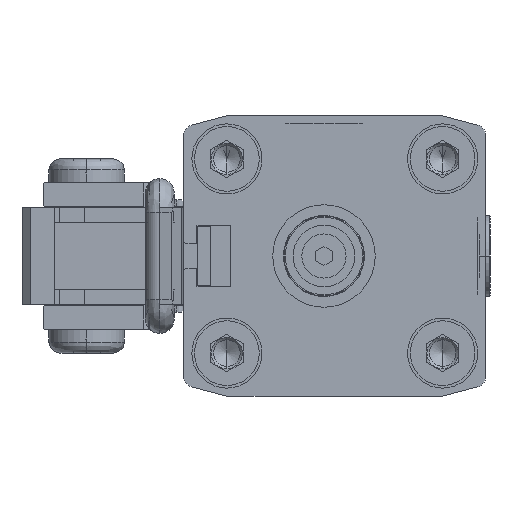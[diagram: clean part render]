
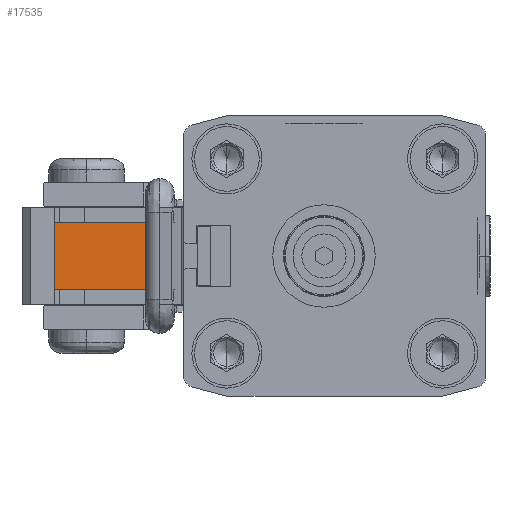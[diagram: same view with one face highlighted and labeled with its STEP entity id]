
A CAD part, left-side view. The second image highlights one B-rep face of the part: STEP entity #17535.
In plain terms, the highlighted planar face has unit normal (-1, 0.018, 0).
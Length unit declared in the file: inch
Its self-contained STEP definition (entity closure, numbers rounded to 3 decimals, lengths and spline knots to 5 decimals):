
#1067 = LINE ( 'NONE', #5275, #18700 ) ;
#3360 = DIRECTION ( 'NONE',  ( 0., 0., 1. ) ) ;
#3424 = EDGE_CURVE ( 'NONE', #19674, #6236, #16905, .T. ) ;
#4026 = VECTOR ( 'NONE', #15798, 39.37008 ) ;
#5275 = CARTESIAN_POINT ( 'NONE',  ( -2.93937, 1.87008, 0.35433 ) ) ;
#5802 = CARTESIAN_POINT ( 'NONE',  ( -2.93937, 1.87008, 0.35433 ) ) ;
#5825 = LINE ( 'NONE', #21562, #4026 ) ;
#5915 = EDGE_CURVE ( 'NONE', #17726, #6236, #15763, .T. ) ;
#6034 = DIRECTION ( 'NONE',  ( -0.017, -1., 0. ) ) ;
#6236 = VERTEX_POINT ( 'NONE', #17526 ) ;
#7710 = FACE_OUTER_BOUND ( 'NONE', #22924, .T. ) ;
#8658 = CARTESIAN_POINT ( 'NONE',  ( -2.95277, 1.10244, -0.24803 ) ) ;
#8782 = ORIENTED_EDGE ( 'NONE', *, *, #5915, .F. ) ;
#8940 = VERTEX_POINT ( 'NONE', #20296 ) ;
#8964 = CARTESIAN_POINT ( 'NONE',  ( -2.95277, 1.10244, 0.35433 ) ) ;
#9219 = DIRECTION ( 'NONE',  ( 0., 0., 1. ) ) ;
#10631 = CARTESIAN_POINT ( 'NONE',  ( -2.93937, 1.87008, 0.24803 ) ) ;
#11928 = AXIS2_PLACEMENT_3D ( 'NONE', #5802, #16025, #13606 ) ;
#12798 = ORIENTED_EDGE ( 'NONE', *, *, #3424, .T. ) ;
#13606 = DIRECTION ( 'NONE',  ( 0.017, 1., 0. ) ) ;
#15763 = LINE ( 'NONE', #23568, #16480 ) ;
#15798 = DIRECTION ( 'NONE',  ( -0.017, -1., 0. ) ) ;
#15898 = PLANE ( 'NONE',  #11928 ) ;
#16025 = DIRECTION ( 'NONE',  ( 1., -0.017, 0. ) ) ;
#16480 = VECTOR ( 'NONE', #6034, 39.37008 ) ;
#16691 = VECTOR ( 'NONE', #9219, 39.37008 ) ;
#16905 = LINE ( 'NONE', #8964, #16691 ) ;
#17526 = CARTESIAN_POINT ( 'NONE',  ( -2.95277, 1.10244, 0.24803 ) ) ;
#17535 = ADVANCED_FACE ( 'NONE', ( #7710 ), #15898, .F. ) ;
#17726 = VERTEX_POINT ( 'NONE', #10631 ) ;
#18700 = VECTOR ( 'NONE', #3360, 39.37008 ) ;
#19185 = ORIENTED_EDGE ( 'NONE', *, *, #22140, .T. ) ;
#19674 = VERTEX_POINT ( 'NONE', #8658 ) ;
#20296 = CARTESIAN_POINT ( 'NONE',  ( -2.93937, 1.87008, -0.24803 ) ) ;
#20328 = ORIENTED_EDGE ( 'NONE', *, *, #21228, .F. ) ;
#21228 = EDGE_CURVE ( 'NONE', #8940, #17726, #1067, .T. ) ;
#21562 = CARTESIAN_POINT ( 'NONE',  ( -2.93937, 1.87008, -0.24803 ) ) ;
#22140 = EDGE_CURVE ( 'NONE', #8940, #19674, #5825, .T. ) ;
#22924 = EDGE_LOOP ( 'NONE', ( #19185, #12798, #8782, #20328 ) ) ;
#23568 = CARTESIAN_POINT ( 'NONE',  ( -2.93937, 1.87008, 0.24803 ) ) ;
